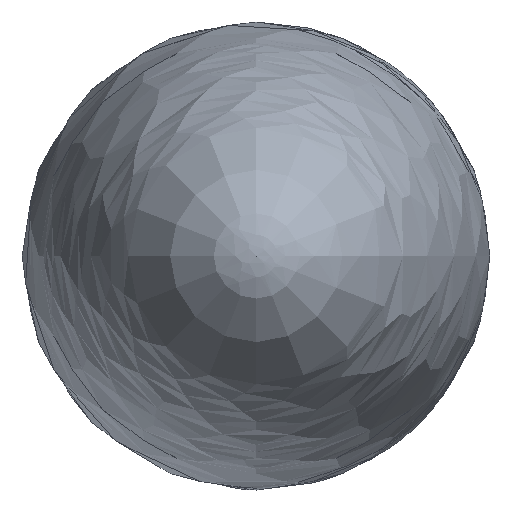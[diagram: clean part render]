
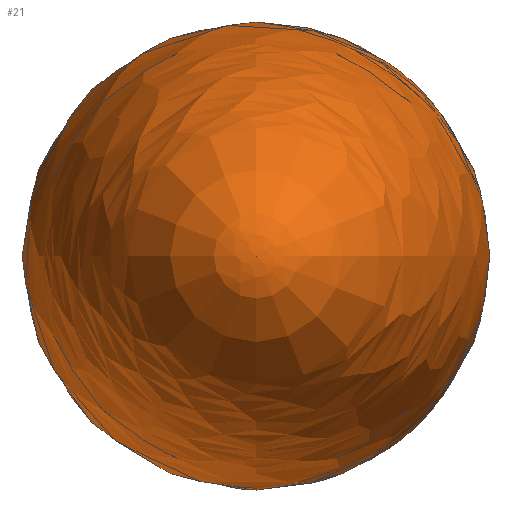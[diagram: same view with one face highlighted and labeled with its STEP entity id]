
A CAD part, left-side view. The second image highlights one B-rep face of the part: STEP entity #21.
In plain terms, the highlighted free-form (B-spline) face has degree [2, 2] with [5, 9] control points.
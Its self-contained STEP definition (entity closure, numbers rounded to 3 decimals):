
#12=FACE_OUTER_BOUND('',#13,.T.);
#13=EDGE_LOOP('',(#18,#19));
#14=ELLIPSE('',#37,1040.,400.);
#15=VERTEX_POINT('',#88);
#16=VERTEX_POINT('',#89);
#17=EDGE_CURVE('',#15,#16,#14,.T.);
#18=ORIENTED_EDGE('',*,*,#17,.T.);
#19=ORIENTED_EDGE('',*,*,#17,.F.);
#20=(
BOUNDED_SURFACE()
B_SPLINE_SURFACE(2,2,((#43,#44,#45,#46,#47,#48,#49,#50,#51),(#52,#53,#54,
#55,#56,#57,#58,#59,#60),(#61,#62,#63,#64,#65,#66,#67,#68,#69),(#70,#71,
#72,#73,#74,#75,#76,#77,#78),(#79,#80,#81,#82,#83,#84,#85,#86,#87)),
 .UNSPECIFIED.,.F.,.T.,.F.)
B_SPLINE_SURFACE_WITH_KNOTS((3,2,3),(3,2,2,2,3),(3.142,4.712,
6.283),(0.,1.571,3.142,4.712,
6.283),.UNSPECIFIED.)
GEOMETRIC_REPRESENTATION_ITEM()
RATIONAL_B_SPLINE_SURFACE(((1.,0.707,1.,0.707,1.,
0.707,1.,0.707,1.),(0.707,0.5,0.707,
0.5,0.707,0.5,0.707,0.5,0.707),(1.,
0.707,1.,0.707,1.,0.707,1.,0.707,
1.),(0.707,0.5,0.707,0.5,0.707,0.5,
0.707,0.5,0.707),(1.,0.707,1.,0.707,
1.,0.707,1.,0.707,1.)))
REPRESENTATION_ITEM('')
SURFACE()
);
#21=ADVANCED_FACE('',(#12),#20,.T.);
#37=AXIS2_PLACEMENT_3D('',#90,#40,#41);
#40=DIRECTION('center_axis',(0.,0.,1.));
#41=DIRECTION('ref_axis',(1.,0.,0.));
#43=CARTESIAN_POINT('Ctrl Pts',(-1040.,0.,0.));
#44=CARTESIAN_POINT('Ctrl Pts',(-1040.,0.,0.));
#45=CARTESIAN_POINT('Ctrl Pts',(-1040.,0.,0.));
#46=CARTESIAN_POINT('Ctrl Pts',(-1040.,0.,0.));
#47=CARTESIAN_POINT('Ctrl Pts',(-1040.,0.,0.));
#48=CARTESIAN_POINT('Ctrl Pts',(-1040.,0.,0.));
#49=CARTESIAN_POINT('Ctrl Pts',(-1040.,0.,0.));
#50=CARTESIAN_POINT('Ctrl Pts',(-1040.,0.,0.));
#51=CARTESIAN_POINT('Ctrl Pts',(-1040.,0.,0.));
#52=CARTESIAN_POINT('Ctrl Pts',(-1040.,-400.,0.));
#53=CARTESIAN_POINT('Ctrl Pts',(-1040.,-400.,400.));
#54=CARTESIAN_POINT('Ctrl Pts',(-1040.,0.,400.));
#55=CARTESIAN_POINT('Ctrl Pts',(-1040.,400.,400.));
#56=CARTESIAN_POINT('Ctrl Pts',(-1040.,400.,0.));
#57=CARTESIAN_POINT('Ctrl Pts',(-1040.,400.,-400.));
#58=CARTESIAN_POINT('Ctrl Pts',(-1040.,0.,-400.));
#59=CARTESIAN_POINT('Ctrl Pts',(-1040.,-400.,-400.));
#60=CARTESIAN_POINT('Ctrl Pts',(-1040.,-400.,0.));
#61=CARTESIAN_POINT('Ctrl Pts',(0.,-400.,0.));
#62=CARTESIAN_POINT('Ctrl Pts',(0.,-400.,400.));
#63=CARTESIAN_POINT('Ctrl Pts',(0.,0.,400.));
#64=CARTESIAN_POINT('Ctrl Pts',(0.,400.,400.));
#65=CARTESIAN_POINT('Ctrl Pts',(0.,400.,0.));
#66=CARTESIAN_POINT('Ctrl Pts',(0.,400.,-400.));
#67=CARTESIAN_POINT('Ctrl Pts',(0.,0.,-400.));
#68=CARTESIAN_POINT('Ctrl Pts',(0.,-400.,-400.));
#69=CARTESIAN_POINT('Ctrl Pts',(0.,-400.,0.));
#70=CARTESIAN_POINT('Ctrl Pts',(1040.,-400.,0.));
#71=CARTESIAN_POINT('Ctrl Pts',(1040.,-400.,400.));
#72=CARTESIAN_POINT('Ctrl Pts',(1040.,0.,400.));
#73=CARTESIAN_POINT('Ctrl Pts',(1040.,400.,400.));
#74=CARTESIAN_POINT('Ctrl Pts',(1040.,400.,0.));
#75=CARTESIAN_POINT('Ctrl Pts',(1040.,400.,-400.));
#76=CARTESIAN_POINT('Ctrl Pts',(1040.,0.,-400.));
#77=CARTESIAN_POINT('Ctrl Pts',(1040.,-400.,-400.));
#78=CARTESIAN_POINT('Ctrl Pts',(1040.,-400.,0.));
#79=CARTESIAN_POINT('Ctrl Pts',(1040.,0.,0.));
#80=CARTESIAN_POINT('Ctrl Pts',(1040.,0.,0.));
#81=CARTESIAN_POINT('Ctrl Pts',(1040.,0.,0.));
#82=CARTESIAN_POINT('Ctrl Pts',(1040.,0.,0.));
#83=CARTESIAN_POINT('Ctrl Pts',(1040.,0.,0.));
#84=CARTESIAN_POINT('Ctrl Pts',(1040.,0.,0.));
#85=CARTESIAN_POINT('Ctrl Pts',(1040.,0.,0.));
#86=CARTESIAN_POINT('Ctrl Pts',(1040.,0.,0.));
#87=CARTESIAN_POINT('Ctrl Pts',(1040.,0.,0.));
#88=CARTESIAN_POINT('',(-1040.,0.,0.));
#89=CARTESIAN_POINT('',(1040.,0.,0.));
#90=CARTESIAN_POINT('Origin',(0.,0.,0.));
